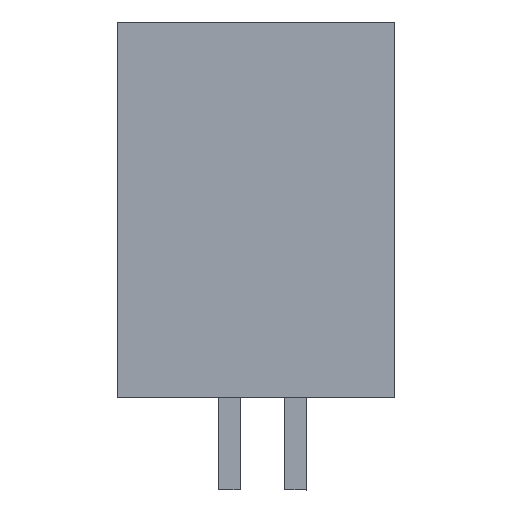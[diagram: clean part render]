
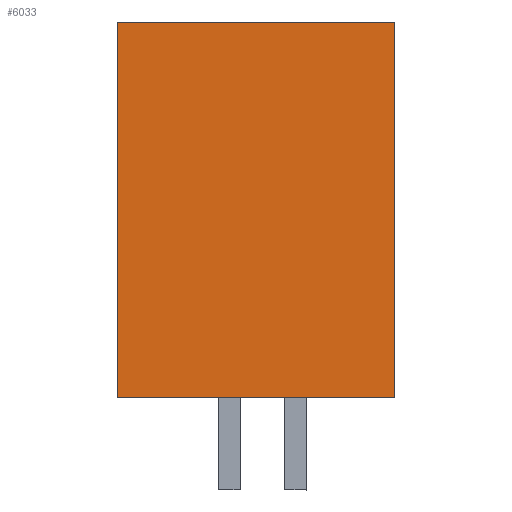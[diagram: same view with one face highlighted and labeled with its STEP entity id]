
A CAD part, left-side view. The second image highlights one B-rep face of the part: STEP entity #6033.
In plain terms, the highlighted planar face has unit normal (-1, 0, 0).
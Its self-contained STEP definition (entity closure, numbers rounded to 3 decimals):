
#6013=AXIS2_PLACEMENT_3D('Plane Axis2P3D',#6010,#6011,#6012) ;
#1115=CARTESIAN_POINT('Vertex',(0.,0.,3.5)) ;
#1118=CARTESIAN_POINT('Line Origine',(0.,5.25,3.5)) ;
#1122=CARTESIAN_POINT('Vertex',(0.,10.5,3.5)) ;
#2382=CARTESIAN_POINT('Line Origine',(0.,0.,10.6)) ;
#2386=CARTESIAN_POINT('Vertex',(0.,0.,17.7)) ;
#6010=CARTESIAN_POINT('Axis2P3D Location',(0.,10.5,0.)) ;
#6015=CARTESIAN_POINT('Line Origine',(0.,10.5,10.6)) ;
#6019=CARTESIAN_POINT('Vertex',(0.,10.5,17.7)) ;
#6022=CARTESIAN_POINT('Line Origine',(0.,5.25,17.7)) ;
#1119=DIRECTION('Vector Direction',(0.,-1.,0.)) ;
#2383=DIRECTION('Vector Direction',(0.,0.,1.)) ;
#6011=DIRECTION('Axis2P3D Direction',(-1.,0.,0.)) ;
#6012=DIRECTION('Axis2P3D XDirection',(0.,-1.,0.)) ;
#6016=DIRECTION('Vector Direction',(0.,0.,1.)) ;
#6023=DIRECTION('Vector Direction',(0.,-1.,0.)) ;
#1120=VECTOR('Line Direction',#1119,1.) ;
#2384=VECTOR('Line Direction',#2383,1.) ;
#6017=VECTOR('Line Direction',#6016,1.) ;
#6024=VECTOR('Line Direction',#6023,1.) ;
#6028=ORIENTED_EDGE('',*,*,#6021,.T.) ;
#6029=ORIENTED_EDGE('',*,*,#1124,.T.) ;
#6030=ORIENTED_EDGE('',*,*,#2388,.T.) ;
#6031=ORIENTED_EDGE('',*,*,#6026,.T.) ;
#6033=ADVANCED_FACE('HOUSING',(#6032),#6014,.T.) ;
#1124=EDGE_CURVE('',#1123,#1116,#1121,.T.) ;
#2388=EDGE_CURVE('',#1116,#2387,#2385,.T.) ;
#6021=EDGE_CURVE('',#6020,#1123,#6018,.F.) ;
#6026=EDGE_CURVE('',#2387,#6020,#6025,.F.) ;
#6027=EDGE_LOOP('',(#6028,#6029,#6030,#6031)) ;
#6032=FACE_OUTER_BOUND('',#6027,.T.) ;
#1121=LINE('Line',#1118,#1120) ;
#2385=LINE('Line',#2382,#2384) ;
#6018=LINE('Line',#6015,#6017) ;
#6025=LINE('Line',#6022,#6024) ;
#6014=PLANE('',#6013) ;
#1116=VERTEX_POINT('',#1115) ;
#1123=VERTEX_POINT('',#1122) ;
#2387=VERTEX_POINT('',#2386) ;
#6020=VERTEX_POINT('',#6019) ;
